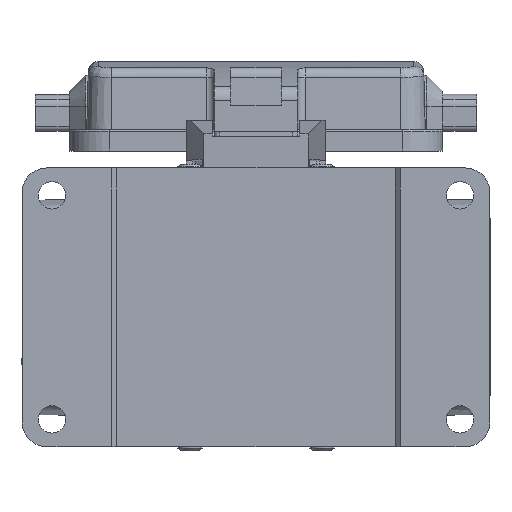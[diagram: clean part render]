
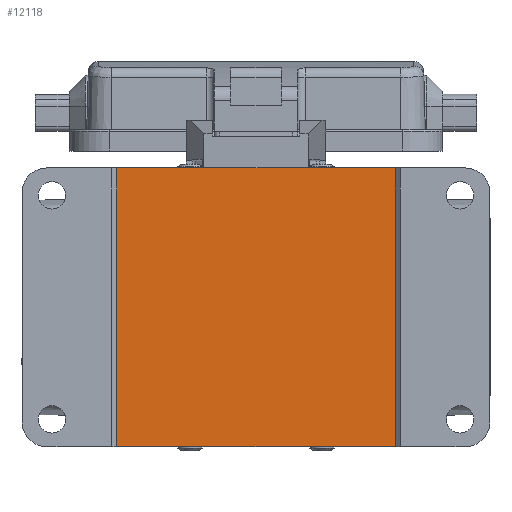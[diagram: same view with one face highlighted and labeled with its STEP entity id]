
A CAD part, front view. The second image highlights one B-rep face of the part: STEP entity #12118.
In plain terms, the highlighted planar face has unit normal (0, -1, 0).
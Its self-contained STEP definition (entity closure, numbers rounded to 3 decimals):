
#4389 = FACE_OUTER_BOUND ( 'NONE', #12404, .T. ) ;
#4392 = AXIS2_PLACEMENT_3D ( 'NONE', #7319, #7320, #7321 ) ;
#7318 = PLANE ( 'NONE',  #4392 ) ;
#7319 = CARTESIAN_POINT ( 'NONE',  ( 28., -76., 33.6 ) ) ;
#7320 = DIRECTION ( 'NONE',  ( 0., 1., 0. ) ) ;
#7321 = DIRECTION ( 'NONE',  ( 0., 0., 1. ) ) ;
#7712 = EDGE_CURVE ( 'NONE', #18945, #18953, #15885, .T. ) ;
#7713 = EDGE_CURVE ( 'NONE', #18945, #18903, #15882, .T. ) ;
#7714 = EDGE_CURVE ( 'NONE', #18984, #18953, #15879, .T. ) ;
#7715 = EDGE_CURVE ( 'NONE', #18984, #18903, #15876, .T. ) ;
#12118 = ADVANCED_FACE ( 'NONE', ( #4389 ), #7318, .F. ) ;
#12404 = EDGE_LOOP ( 'NONE', ( #13544, #13522, #13534, #13505 ) ) ;
#13505 = ORIENTED_EDGE ( 'NONE', *, *, #7712, .T. ) ;
#13522 = ORIENTED_EDGE ( 'NONE', *, *, #7715, .T. ) ;
#13534 = ORIENTED_EDGE ( 'NONE', *, *, #7713, .F. ) ;
#13544 = ORIENTED_EDGE ( 'NONE', *, *, #7714, .F. ) ;
#15874 = DIRECTION ( 'NONE',  ( 0., 0., 1. ) ) ;
#15875 = CARTESIAN_POINT ( 'NONE',  ( 28., -76., 33.6 ) ) ;
#15876 = LINE ( 'NONE', #15875, #17066 ) ;
#15877 = DIRECTION ( 'NONE',  ( -1., 0., 0. ) ) ;
#15878 = CARTESIAN_POINT ( 'NONE',  ( 47., -76., -28. ) ) ;
#15879 = LINE ( 'NONE', #15878, #17070 ) ;
#15880 = DIRECTION ( 'NONE',  ( 1., 0., 0. ) ) ;
#15881 = CARTESIAN_POINT ( 'NONE',  ( -47., -76., 28. ) ) ;
#15882 = LINE ( 'NONE', #15881, #17079 ) ;
#15883 = DIRECTION ( 'NONE',  ( 0., 0., -1. ) ) ;
#15884 = CARTESIAN_POINT ( 'NONE',  ( -28., -76., 33.6 ) ) ;
#15885 = LINE ( 'NONE', #15884, #17078 ) ;
#16076 = CARTESIAN_POINT ( 'NONE',  ( 28., -76., 28. ) ) ;
#16100 = CARTESIAN_POINT ( 'NONE',  ( -28., -76., 28. ) ) ;
#16104 = CARTESIAN_POINT ( 'NONE',  ( -28., -76., -28. ) ) ;
#16125 = CARTESIAN_POINT ( 'NONE',  ( 28., -76., -28. ) ) ;
#17066 = VECTOR ( 'NONE', #15874, 1000. ) ;
#17070 = VECTOR ( 'NONE', #15877, 1000. ) ;
#17078 = VECTOR ( 'NONE', #15883, 1000. ) ;
#17079 = VECTOR ( 'NONE', #15880, 1000. ) ;
#18903 = VERTEX_POINT ( 'NONE', #16076 ) ;
#18945 = VERTEX_POINT ( 'NONE', #16100 ) ;
#18953 = VERTEX_POINT ( 'NONE', #16104 ) ;
#18984 = VERTEX_POINT ( 'NONE', #16125 ) ;
